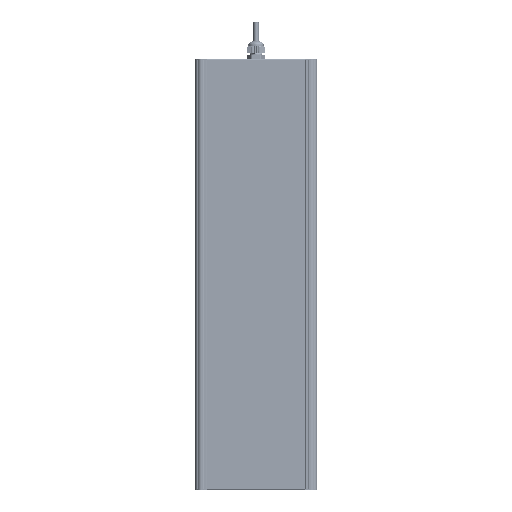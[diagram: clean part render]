
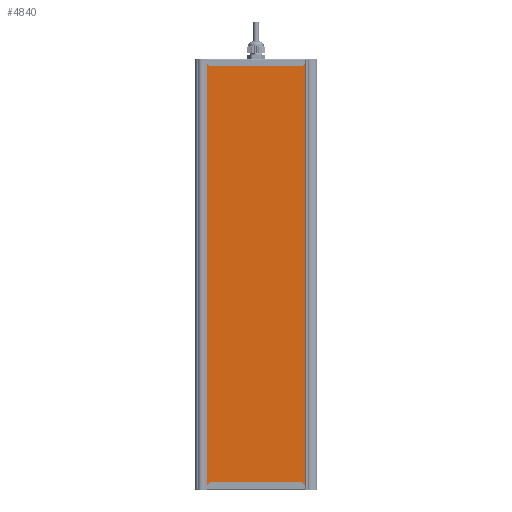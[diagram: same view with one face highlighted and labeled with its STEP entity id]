
A CAD part, front view. The second image highlights one B-rep face of the part: STEP entity #4840.
In plain terms, the highlighted face is planar.
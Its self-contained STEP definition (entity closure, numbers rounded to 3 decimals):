
#4840=ADVANCED_FACE('',(#16788),#16790,.T.);
#16788=FACE_BOUND('',#16789,.T.);
#16789=EDGE_LOOP('',(#50029,#50030,#50031,#50032));
#16790=PLANE('',#16791);
#16791=AXIS2_PLACEMENT_3D('',#16792,#16793,#16794);
#16792=CARTESIAN_POINT('',(2111.497,401.002,-34.582));
#16793=DIRECTION('',(0.,0.,-1.));
#16794=DIRECTION('',(0.,1.,0.));
#50029=ORIENTED_EDGE('',*,*,#59339,.F.);
#50030=ORIENTED_EDGE('',*,*,#59338,.T.);
#50031=ORIENTED_EDGE('',*,*,#59340,.F.);
#50032=ORIENTED_EDGE('',*,*,#59341,.F.);
#59338=EDGE_CURVE('',#66286,#66290,#66292,.T.);
#59339=EDGE_CURVE('',#66286,#66293,#66294,.T.);
#59340=EDGE_CURVE('',#66295,#66290,#66296,.T.);
#59341=EDGE_CURVE('',#66293,#66295,#66297,.T.);
#66286=VERTEX_POINT('',#87288);
#66290=VERTEX_POINT('',#87296);
#66292=LINE('',#87300,#87301);
#66293=VERTEX_POINT('',#87303);
#66294=LINE('',#87304,#87305);
#66295=VERTEX_POINT('',#87307);
#66296=LINE('',#87308,#87309);
#66297=LINE('',#87311,#87312);
#87288=CARTESIAN_POINT('',(2111.497,565.13,-34.582));
#87296=CARTESIAN_POINT('',(2773.497,565.13,-34.582));
#87300=CARTESIAN_POINT('',(2111.497,565.13,-34.582));
#87301=VECTOR('',#87302,1.);
#87302=DIRECTION('',(1.,0.,0.));
#87303=CARTESIAN_POINT('',(2111.497,401.002,-34.582));
#87304=CARTESIAN_POINT('',(2111.497,565.13,-34.582));
#87305=VECTOR('',#87306,1.);
#87306=DIRECTION('',(0.,-1.,0.));
#87307=CARTESIAN_POINT('',(2773.497,401.002,-34.582));
#87308=CARTESIAN_POINT('',(2773.497,401.002,-34.582));
#87309=VECTOR('',#87310,1.);
#87310=DIRECTION('',(0.,1.,0.));
#87311=CARTESIAN_POINT('',(2111.497,401.002,-34.582));
#87312=VECTOR('',#87313,1.);
#87313=DIRECTION('',(1.,0.,0.));
